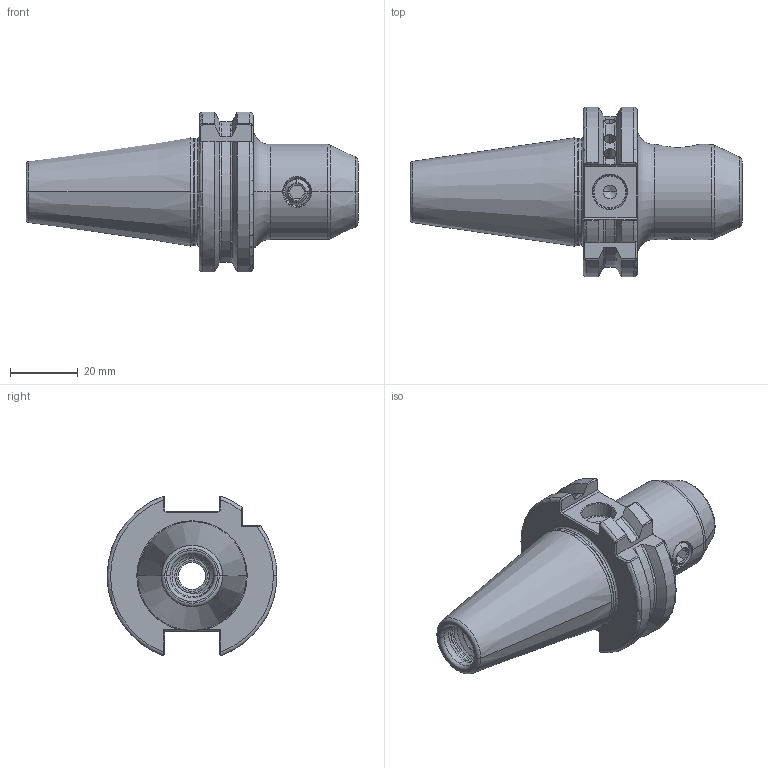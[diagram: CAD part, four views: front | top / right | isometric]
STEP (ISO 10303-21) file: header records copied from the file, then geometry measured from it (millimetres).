
FILE_DESCRIPTION (( 'STEP AP203' ), '1' );
FILE_NAME ('302.04.08.STEP', '2016-11-25T02:39:10', ( '' ), ( '' ), 'SwSTEP 2.0', 'SolidWorks 2012', '' );
FILE_SCHEMA (( 'CONFIG_CONTROL_DESIGN' ));
Length unit declared in the file: millimetre
Products named in the file (3): 302.04.08; 側固8_M8x1.25_10L
Assembly tree (2 placements, depth 2):
  302.04.08
    302.04.08
    側固8_M8x1.25_10L
Bounding box: 97.8 x 50 x 47.05 mm (x, y, z)
Volume: 62239.7 mm3; surface area: 16708.9 mm2
Topology: 2 solids, 2 shells, 258 faces, 682 edges, 423 vertices
Faces by surface type: cylinder 87, plane 62, cone 40, torus 34, bspline 33, sphere 2
Entity records: 19362 total; most frequent: CARTESIAN_POINT 13423, ORIENTED_EDGE 1344, DIRECTION 989, EDGE_CURVE 672, VERTEX_POINT 423, AXIS2_PLACEMENT_3D 386, EDGE_LOOP 267, ADVANCED_FACE 258
